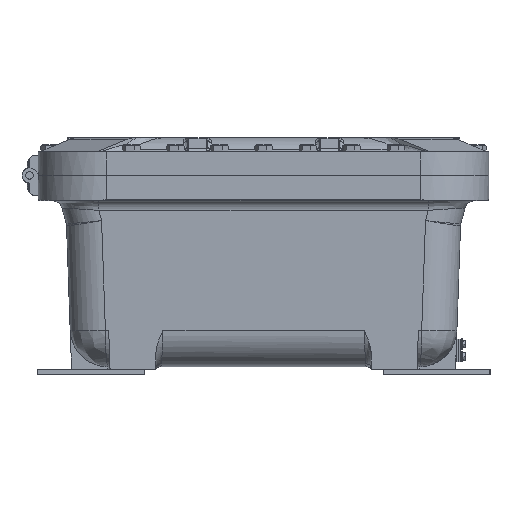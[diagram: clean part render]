
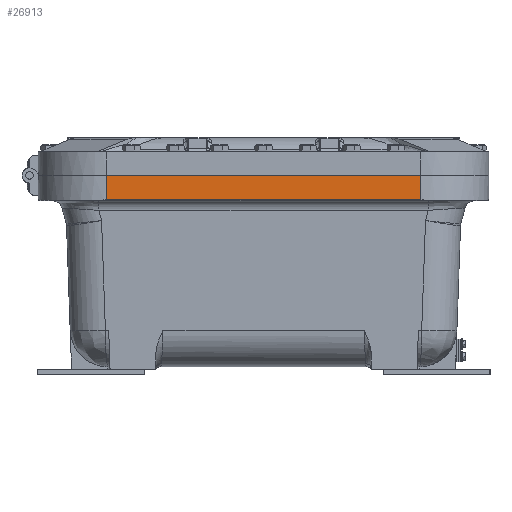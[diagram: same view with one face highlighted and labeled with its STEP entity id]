
A CAD part, front view. The second image highlights one B-rep face of the part: STEP entity #26913.
In plain terms, the highlighted planar face has unit normal (0, -1, 0).
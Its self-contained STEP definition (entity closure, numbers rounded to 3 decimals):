
#4047=FACE_OUTER_BOUND('',#5689,.T.);
#5689=EDGE_LOOP('',(#18628,#18629,#18630,#18631));
#7609=LINE('',#37953,#9782);
#7610=LINE('',#37956,#9783);
#7611=LINE('',#37958,#9784);
#7612=LINE('',#37959,#9785);
#9782=VECTOR('',#31332,0.394);
#9783=VECTOR('',#31335,0.394);
#9784=VECTOR('',#31336,0.394);
#9785=VECTOR('',#31337,0.394);
#12035=VERTEX_POINT('',#37926);
#12039=VERTEX_POINT('',#37948);
#12040=VERTEX_POINT('',#37955);
#12041=VERTEX_POINT('',#37957);
#14636=EDGE_CURVE('',#12035,#12039,#7609,.T.);
#14637=EDGE_CURVE('',#12035,#12040,#7610,.T.);
#14638=EDGE_CURVE('',#12041,#12039,#7611,.T.);
#14639=EDGE_CURVE('',#12040,#12041,#7612,.T.);
#18628=ORIENTED_EDGE('',*,*,#14637,.F.);
#18629=ORIENTED_EDGE('',*,*,#14636,.T.);
#18630=ORIENTED_EDGE('',*,*,#14638,.F.);
#18631=ORIENTED_EDGE('',*,*,#14639,.F.);
#26132=PLANE('',#28989);
#26913=ADVANCED_FACE('',(#4047),#26132,.T.);
#28989=AXIS2_PLACEMENT_3D('',#37954,#31333,#31334);
#31332=DIRECTION('',(0.,0.,-1.));
#31333=DIRECTION('center_axis',(0.,-1.,0.));
#31334=DIRECTION('ref_axis',(0.,0.,-1.));
#31335=DIRECTION('',(1.,0.,0.));
#31336=DIRECTION('',(-1.,0.,0.));
#31337=DIRECTION('',(0.,0.,-1.));
#37926=CARTESIAN_POINT('',(-7.808,-14.188,-0.06));
#37948=CARTESIAN_POINT('',(-7.808,-14.188,-1.279));
#37953=CARTESIAN_POINT('',(-7.808,-14.188,0.));
#37954=CARTESIAN_POINT('Origin',(-7.808,-14.188,0.));
#37955=CARTESIAN_POINT('',(7.808,-14.188,-0.06));
#37956=CARTESIAN_POINT('',(-4.558,-14.188,-0.06));
#37957=CARTESIAN_POINT('',(7.808,-14.188,-1.279));
#37958=CARTESIAN_POINT('',(-11.313,-14.188,-1.279));
#37959=CARTESIAN_POINT('',(7.808,-14.188,0.));
